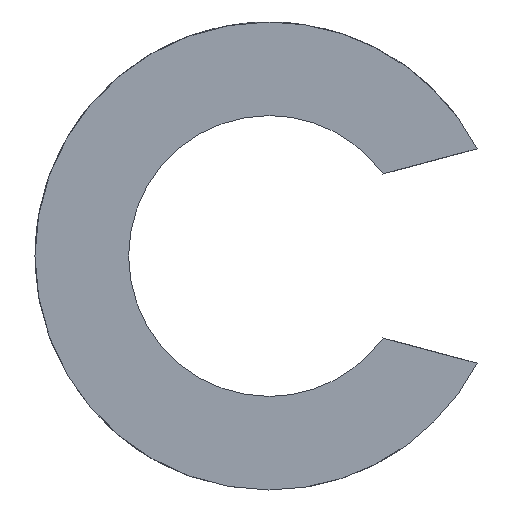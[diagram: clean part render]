
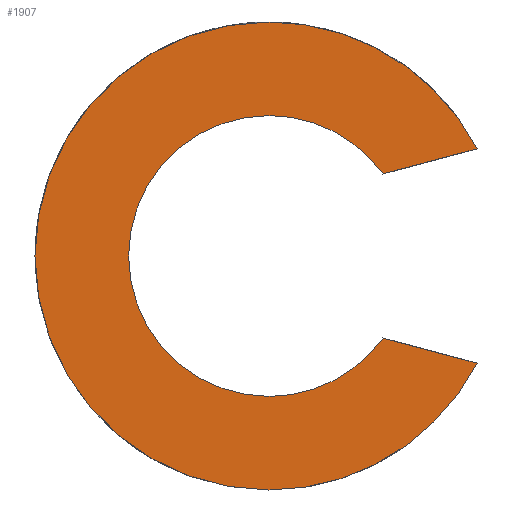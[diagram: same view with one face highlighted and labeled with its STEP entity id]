
A CAD part, left-side view. The second image highlights one B-rep face of the part: STEP entity #1907.
In plain terms, the highlighted planar face has unit normal (-1, 0, 0).
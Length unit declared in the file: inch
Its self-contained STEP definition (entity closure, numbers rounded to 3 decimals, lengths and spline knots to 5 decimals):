
#24 = CIRCLE ( 'NONE', #613, 0.375 ) ;
#82 = CARTESIAN_POINT ( 'NONE',  ( 0., -0.30441, -0.219 ) ) ;
#108 = DIRECTION ( 'NONE',  ( 0., 0., 1. ) ) ;
#116 = DIRECTION ( 'NONE',  ( -1., 0., 0. ) ) ;
#119 = CARTESIAN_POINT ( 'NONE',  ( 0., -0.56266, -0.6325 ) ) ;
#138 = EDGE_CURVE ( 'NONE', #1501, #1937, #1678, .T. ) ;
#139 = PLANE ( 'NONE',  #1271 ) ;
#236 = DIRECTION ( 'NONE',  ( 1., 0., 0. ) ) ;
#246 = ORIENTED_EDGE ( 'NONE', *, *, #2093, .T. ) ;
#251 = FACE_OUTER_BOUND ( 'NONE', #2057, .T. ) ;
#282 = CARTESIAN_POINT ( 'NONE',  ( 0., -0.55557, 0.2863 ) ) ;
#313 = EDGE_CURVE ( 'NONE', #816, #1804, #1518, .T. ) ;
#327 = EDGE_CURVE ( 'NONE', #1804, #2257, #1492, .T. ) ;
#429 = CIRCLE ( 'NONE', #2416, 0.375 ) ;
#441 = AXIS2_PLACEMENT_3D ( 'NONE', #848, #842, #837 ) ;
#527 = DIRECTION ( 'NONE',  ( 0., 0., -1. ) ) ;
#537 = DIRECTION ( 'NONE',  ( 1., 0., 0. ) ) ;
#540 = CARTESIAN_POINT ( 'NONE',  ( 0., 0., 0. ) ) ;
#568 = CIRCLE ( 'NONE', #441, 0.625 ) ;
#613 = AXIS2_PLACEMENT_3D ( 'NONE', #1583, #236, #1779 ) ;
#642 = ORIENTED_EDGE ( 'NONE', *, *, #1425, .T. ) ;
#718 = VERTEX_POINT ( 'NONE', #2271 ) ;
#726 = CARTESIAN_POINT ( 'NONE',  ( 0., -0.55557, -0.2863 ) ) ;
#745 = EDGE_CURVE ( 'NONE', #2060, #1501, #1202, .T. ) ;
#760 = DIRECTION ( 'NONE',  ( 0., 0.966, 0.259 ) ) ;
#778 = CARTESIAN_POINT ( 'NONE',  ( 0., -0.55557, -0.2863 ) ) ;
#816 = VERTEX_POINT ( 'NONE', #1971 ) ;
#837 = DIRECTION ( 'NONE',  ( 0., 0., -1. ) ) ;
#842 = DIRECTION ( 'NONE',  ( -1., 0., 0. ) ) ;
#848 = CARTESIAN_POINT ( 'NONE',  ( 0., 0., 0. ) ) ;
#907 = DIRECTION ( 'NONE',  ( 0., 0., -1. ) ) ;
#928 = ORIENTED_EDGE ( 'NONE', *, *, #1664, .T. ) ;
#929 = DIRECTION ( 'NONE',  ( -1., 0., 0. ) ) ;
#935 = CARTESIAN_POINT ( 'NONE',  ( 0., 0., 0. ) ) ;
#960 = CIRCLE ( 'NONE', #1221, 0.375 ) ;
#1018 = EDGE_CURVE ( 'NONE', #1937, #718, #960, .T. ) ;
#1190 = AXIS2_PLACEMENT_3D ( 'NONE', #935, #929, #907 ) ;
#1202 = CIRCLE ( 'NONE', #2230, 0.625 ) ;
#1215 = DIRECTION ( 'NONE',  ( 0., -0.966, 0.259 ) ) ;
#1221 = AXIS2_PLACEMENT_3D ( 'NONE', #1652, #1649, #1646 ) ;
#1271 = AXIS2_PLACEMENT_3D ( 'NONE', #119, #116, #108 ) ;
#1352 = CARTESIAN_POINT ( 'NONE',  ( 0., 0., 0.625 ) ) ;
#1425 = EDGE_CURVE ( 'NONE', #2257, #2060, #568, .T. ) ;
#1447 = CARTESIAN_POINT ( 'NONE',  ( 0., 0., 0.375 ) ) ;
#1492 = CIRCLE ( 'NONE', #1190, 0.625 ) ;
#1501 = VERTEX_POINT ( 'NONE', #778 ) ;
#1518 = LINE ( 'NONE', #1675, #1550 ) ;
#1550 = VECTOR ( 'NONE', #1215, 39.37008 ) ;
#1565 = CARTESIAN_POINT ( 'NONE',  ( 0., 0., -0.625 ) ) ;
#1583 = CARTESIAN_POINT ( 'NONE',  ( 0., 0., 0. ) ) ;
#1646 = DIRECTION ( 'NONE',  ( 0., 0., -1. ) ) ;
#1649 = DIRECTION ( 'NONE',  ( 1., 0., 0. ) ) ;
#1652 = CARTESIAN_POINT ( 'NONE',  ( 0., 0., 0. ) ) ;
#1653 = VECTOR ( 'NONE', #760, 39.37008 ) ;
#1664 = EDGE_CURVE ( 'NONE', #718, #2429, #429, .T. ) ;
#1675 = CARTESIAN_POINT ( 'NONE',  ( 0., -0.30441, 0.219 ) ) ;
#1678 = LINE ( 'NONE', #726, #1653 ) ;
#1723 = ORIENTED_EDGE ( 'NONE', *, *, #1018, .T. ) ;
#1779 = DIRECTION ( 'NONE',  ( 0., 0., -1. ) ) ;
#1804 = VERTEX_POINT ( 'NONE', #282 ) ;
#1907 = ADVANCED_FACE ( 'NONE', ( #251 ), #139, .T. ) ;
#1933 = ORIENTED_EDGE ( 'NONE', *, *, #313, .T. ) ;
#1937 = VERTEX_POINT ( 'NONE', #82 ) ;
#1971 = CARTESIAN_POINT ( 'NONE',  ( 0., -0.30441, 0.219 ) ) ;
#2057 = EDGE_LOOP ( 'NONE', ( #1723, #928, #246, #1933, #2215, #642, #2234, #2312 ) ) ;
#2060 = VERTEX_POINT ( 'NONE', #1565 ) ;
#2093 = EDGE_CURVE ( 'NONE', #2429, #816, #24, .T. ) ;
#2166 = DIRECTION ( 'NONE',  ( 0., 0., -1. ) ) ;
#2171 = DIRECTION ( 'NONE',  ( -1., 0., 0. ) ) ;
#2183 = CARTESIAN_POINT ( 'NONE',  ( 0., 0., 0. ) ) ;
#2215 = ORIENTED_EDGE ( 'NONE', *, *, #327, .T. ) ;
#2230 = AXIS2_PLACEMENT_3D ( 'NONE', #2183, #2171, #2166 ) ;
#2234 = ORIENTED_EDGE ( 'NONE', *, *, #745, .T. ) ;
#2257 = VERTEX_POINT ( 'NONE', #1352 ) ;
#2271 = CARTESIAN_POINT ( 'NONE',  ( 0., 0., -0.375 ) ) ;
#2312 = ORIENTED_EDGE ( 'NONE', *, *, #138, .T. ) ;
#2416 = AXIS2_PLACEMENT_3D ( 'NONE', #540, #537, #527 ) ;
#2429 = VERTEX_POINT ( 'NONE', #1447 ) ;
